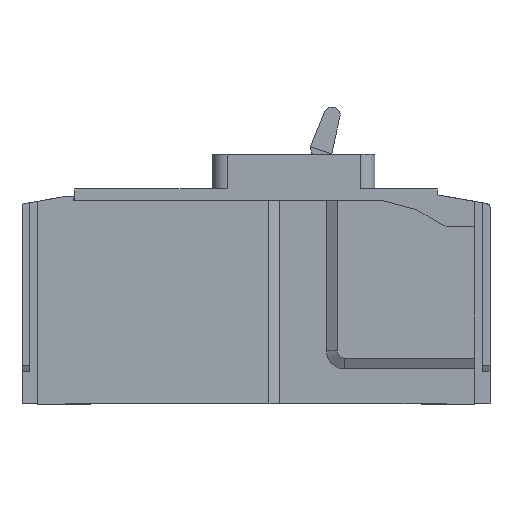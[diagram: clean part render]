
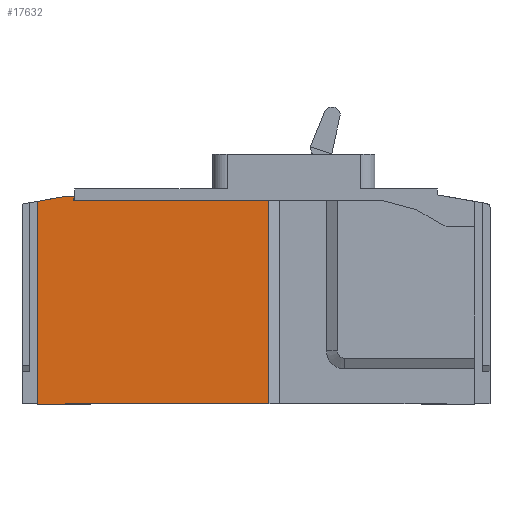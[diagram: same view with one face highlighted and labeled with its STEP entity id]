
A CAD part, left-side view. The second image highlights one B-rep face of the part: STEP entity #17632.
In plain terms, the highlighted planar face has unit normal (-1, 0, 0).
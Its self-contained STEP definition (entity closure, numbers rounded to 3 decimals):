
#29=DIRECTION('',(0.,-0.985,0.174));
#30=VECTOR('',#29,7.227);
#31=CARTESIAN_POINT('',(0.,125.8,56.531));
#32=LINE('',#31,#30);
#37=CARTESIAN_POINT('',(0.,118.513,56.8));
#38=DIRECTION('',(1.,0.,0.));
#39=DIRECTION('',(0.,0.17,0.985));
#40=AXIS2_PLACEMENT_3D('',#37,#38,#39);
#45=DIRECTION('',(0.,-1.,0.));
#46=VECTOR('',#45,2.913);
#47=CARTESIAN_POINT('',(0.,118.513,57.8));
#48=LINE('',#47,#46);
#52=DIRECTION('',(0.,0.,-1.));
#53=VECTOR('',#52,1.1);
#54=CARTESIAN_POINT('',(0.,115.6,57.8));
#55=LINE('',#54,#53);
#59=DIRECTION('',(0.,0.,1.));
#60=VECTOR('',#59,56.4);
#61=CARTESIAN_POINT('',(0.,61.4,0.3));
#62=LINE('',#61,#60);
#66=DIRECTION('',(0.,1.,0.));
#67=VECTOR('',#66,56.4);
#68=CARTESIAN_POINT('',(0.,61.4,0.3));
#69=LINE('',#68,#67);
#73=DIRECTION('',(0.,0.,-1.));
#74=VECTOR('',#73,0.3);
#75=CARTESIAN_POINT('',(0.,117.8,0.3));
#76=LINE('',#75,#74);
#138=DIRECTION('',(0.,0.,-1.));
#139=VECTOR('',#138,56.531);
#140=CARTESIAN_POINT('',(0.,125.8,56.531));
#141=LINE('',#140,#139);
#1911=DIRECTION('',(0.,1.,0.));
#1912=VECTOR('',#1911,8.);
#1913=CARTESIAN_POINT('',(0.,117.8,0.));
#1914=LINE('',#1913,#1912);
#8379=DIRECTION('',(0.,1.,0.));
#8380=VECTOR('',#8379,54.2);
#8381=CARTESIAN_POINT('',(0.,61.4,56.7));
#8382=LINE('',#8381,#8380);
#14991=CARTESIAN_POINT('',(0.,118.683,57.785));
#14992=CARTESIAN_POINT('',(0.,118.513,57.8));
#14993=VERTEX_POINT('',#14991);
#14994=VERTEX_POINT('',#14992);
#14995=CARTESIAN_POINT('',(0.,115.6,57.8));
#14996=VERTEX_POINT('',#14995);
#14997=CARTESIAN_POINT('',(0.,115.6,56.7));
#14998=VERTEX_POINT('',#14997);
#15225=CARTESIAN_POINT('',(0.,61.4,0.3));
#15226=CARTESIAN_POINT('',(0.,61.4,56.7));
#15227=VERTEX_POINT('',#15225);
#15228=VERTEX_POINT('',#15226);
#16991=CARTESIAN_POINT('',(0.,125.8,56.531));
#16993=VERTEX_POINT('',#16991);
#17125=CARTESIAN_POINT('',(0.,117.8,0.));
#17126=CARTESIAN_POINT('',(0.,125.8,0.));
#17127=VERTEX_POINT('',#17125);
#17128=VERTEX_POINT('',#17126);
#17165=CARTESIAN_POINT('',(0.,117.8,0.3));
#17166=VERTEX_POINT('',#17165);
#17605=CARTESIAN_POINT('',(0.,0.,0.));
#17606=DIRECTION('',(1.,0.,0.));
#17607=DIRECTION('',(0.,0.,-1.));
#17608=AXIS2_PLACEMENT_3D('',#17605,#17606,#17607);
#17609=PLANE('',#17608);
#17611=ORIENTED_EDGE('',*,*,#17610,.F.);
#17613=ORIENTED_EDGE('',*,*,#17612,.T.);
#17615=ORIENTED_EDGE('',*,*,#17614,.T.);
#17617=ORIENTED_EDGE('',*,*,#17616,.T.);
#17619=ORIENTED_EDGE('',*,*,#17618,.T.);
#17621=ORIENTED_EDGE('',*,*,#17620,.F.);
#17623=ORIENTED_EDGE('',*,*,#17622,.F.);
#17625=ORIENTED_EDGE('',*,*,#17624,.T.);
#17627=ORIENTED_EDGE('',*,*,#17626,.T.);
#17629=ORIENTED_EDGE('',*,*,#17628,.T.);
#17630=EDGE_LOOP('',(#17611,#17613,#17615,#17617,#17619,#17621,#17623,#17625,
#17627,#17629));
#17631=FACE_OUTER_BOUND('',#17630,.F.);
#17632=ADVANCED_FACE('',(#17631),#17609,.F.);
#41=CIRCLE('',#40,1.);
#17610=EDGE_CURVE('',#16993,#17128,#141,.T.);
#17612=EDGE_CURVE('',#16993,#14993,#32,.T.);
#17614=EDGE_CURVE('',#14993,#14994,#41,.T.);
#17616=EDGE_CURVE('',#14994,#14996,#48,.T.);
#17618=EDGE_CURVE('',#14996,#14998,#55,.T.);
#17620=EDGE_CURVE('',#15228,#14998,#8382,.T.);
#17622=EDGE_CURVE('',#15227,#15228,#62,.T.);
#17624=EDGE_CURVE('',#15227,#17166,#69,.T.);
#17626=EDGE_CURVE('',#17166,#17127,#76,.T.);
#17628=EDGE_CURVE('',#17127,#17128,#1914,.T.);
